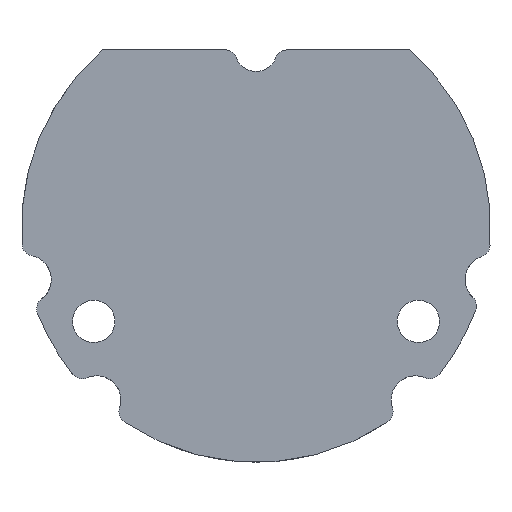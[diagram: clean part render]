
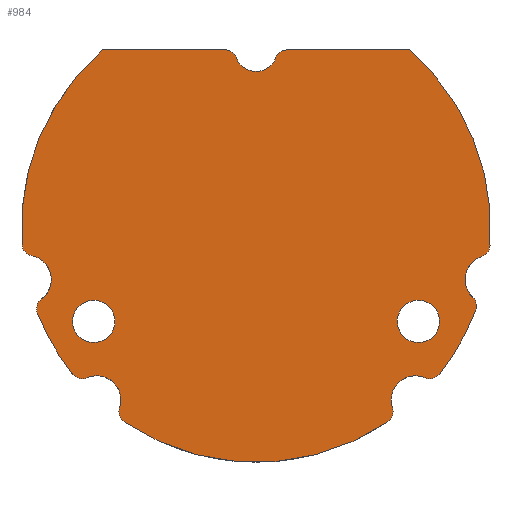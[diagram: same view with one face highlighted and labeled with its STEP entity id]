
A CAD part, left-side view. The second image highlights one B-rep face of the part: STEP entity #984.
In plain terms, the highlighted planar face has unit normal (-1, 0, 0).
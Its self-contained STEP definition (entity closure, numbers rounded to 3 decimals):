
#26=FACE_BOUND('',#265,.T.);
#27=FACE_BOUND('',#266,.T.);
#36=PLANE('',#1100);
#55=LINE('',#1530,#104);
#62=LINE('',#1571,#111);
#104=VECTOR('',#1181,10.);
#111=VECTOR('',#1218,10.);
#202=FACE_OUTER_BOUND('',#264,.T.);
#264=EDGE_LOOP('',(#792,#793,#794,#795,#796,#797,#798,#799,#800,#801,#802,
#803,#804,#805,#806,#807,#808,#809,#810,#811,#812,#813));
#265=EDGE_LOOP('',(#814));
#266=EDGE_LOOP('',(#815));
#332=CIRCLE('',#1035,1.);
#333=CIRCLE('',#1037,1.);
#347=CIRCLE('',#1055,1.);
#352=CIRCLE('',#1061,1.);
#355=CIRCLE('',#1066,19.4);
#357=CIRCLE('',#1071,19.4);
#358=CIRCLE('',#1073,1.);
#363=CIRCLE('',#1079,1.);
#366=CIRCLE('',#1084,19.4);
#367=CIRCLE('',#1087,1.);
#372=CIRCLE('',#1093,1.);
#375=CIRCLE('',#1098,19.4);
#376=CIRCLE('',#1101,2.);
#377=CIRCLE('',#1102,2.);
#378=CIRCLE('',#1103,2.);
#379=CIRCLE('',#1104,1.);
#380=CIRCLE('',#1105,2.);
#381=CIRCLE('',#1106,1.);
#382=CIRCLE('',#1107,19.4);
#383=CIRCLE('',#1108,1.75);
#384=CIRCLE('',#1109,1.75);
#385=CIRCLE('',#1110,1.75);
#409=VERTEX_POINT('',#1503);
#410=VERTEX_POINT('',#1505);
#411=VERTEX_POINT('',#1509);
#412=VERTEX_POINT('',#1511);
#415=VERTEX_POINT('',#1528);
#434=VERTEX_POINT('',#1570);
#436=VERTEX_POINT('',#1585);
#437=VERTEX_POINT('',#1586);
#444=VERTEX_POINT('',#1685);
#445=VERTEX_POINT('',#1686);
#447=VERTEX_POINT('',#1695);
#450=VERTEX_POINT('',#1730);
#451=VERTEX_POINT('',#1731);
#457=VERTEX_POINT('',#1823);
#459=VERTEX_POINT('',#1831);
#460=VERTEX_POINT('',#1842);
#461=VERTEX_POINT('',#1843);
#467=VERTEX_POINT('',#1935);
#469=VERTEX_POINT('',#1943);
#471=VERTEX_POINT('',#1978);
#472=VERTEX_POINT('',#1980);
#473=VERTEX_POINT('',#1982);
#474=VERTEX_POINT('',#1986);
#475=VERTEX_POINT('',#1988);
#504=EDGE_CURVE('',#409,#410,#332,.T.);
#507=EDGE_CURVE('',#411,#412,#333,.T.);
#512=EDGE_CURVE('',#415,#409,#55,.T.);
#532=EDGE_CURVE('',#412,#434,#62,.T.);
#535=EDGE_CURVE('',#436,#437,#347,.T.);
#546=EDGE_CURVE('',#444,#445,#352,.T.);
#552=EDGE_CURVE('',#447,#436,#355,.T.);
#558=EDGE_CURVE('',#445,#415,#357,.T.);
#559=EDGE_CURVE('',#450,#451,#358,.T.);
#569=EDGE_CURVE('',#457,#447,#363,.T.);
#574=EDGE_CURVE('',#459,#450,#366,.T.);
#576=EDGE_CURVE('',#460,#461,#367,.T.);
#586=EDGE_CURVE('',#467,#459,#372,.T.);
#591=EDGE_CURVE('',#469,#460,#375,.T.);
#595=EDGE_CURVE('',#444,#437,#376,.T.);
#596=EDGE_CURVE('',#457,#451,#377,.T.);
#597=EDGE_CURVE('',#467,#461,#378,.T.);
#598=EDGE_CURVE('',#471,#469,#379,.T.);
#599=EDGE_CURVE('',#471,#472,#380,.T.);
#600=EDGE_CURVE('',#473,#472,#381,.T.);
#601=EDGE_CURVE('',#434,#473,#382,.T.);
#602=EDGE_CURVE('',#411,#410,#383,.T.);
#603=EDGE_CURVE('',#474,#474,#384,.T.);
#604=EDGE_CURVE('',#475,#475,#385,.T.);
#792=ORIENTED_EDGE('',*,*,#504,.F.);
#793=ORIENTED_EDGE('',*,*,#512,.F.);
#794=ORIENTED_EDGE('',*,*,#558,.F.);
#795=ORIENTED_EDGE('',*,*,#546,.F.);
#796=ORIENTED_EDGE('',*,*,#595,.T.);
#797=ORIENTED_EDGE('',*,*,#535,.F.);
#798=ORIENTED_EDGE('',*,*,#552,.F.);
#799=ORIENTED_EDGE('',*,*,#569,.F.);
#800=ORIENTED_EDGE('',*,*,#596,.T.);
#801=ORIENTED_EDGE('',*,*,#559,.F.);
#802=ORIENTED_EDGE('',*,*,#574,.F.);
#803=ORIENTED_EDGE('',*,*,#586,.F.);
#804=ORIENTED_EDGE('',*,*,#597,.T.);
#805=ORIENTED_EDGE('',*,*,#576,.F.);
#806=ORIENTED_EDGE('',*,*,#591,.F.);
#807=ORIENTED_EDGE('',*,*,#598,.F.);
#808=ORIENTED_EDGE('',*,*,#599,.T.);
#809=ORIENTED_EDGE('',*,*,#600,.F.);
#810=ORIENTED_EDGE('',*,*,#601,.F.);
#811=ORIENTED_EDGE('',*,*,#532,.F.);
#812=ORIENTED_EDGE('',*,*,#507,.F.);
#813=ORIENTED_EDGE('',*,*,#602,.T.);
#814=ORIENTED_EDGE('',*,*,#603,.F.);
#815=ORIENTED_EDGE('',*,*,#604,.F.);
#984=ADVANCED_FACE('',(#202,#26,#27),#36,.F.);
#1035=AXIS2_PLACEMENT_3D('',#1506,#1168,#1169);
#1037=AXIS2_PLACEMENT_3D('',#1512,#1174,#1175);
#1055=AXIS2_PLACEMENT_3D('',#1587,#1222,#1223);
#1061=AXIS2_PLACEMENT_3D('',#1687,#1236,#1237);
#1066=AXIS2_PLACEMENT_3D('',#1697,#1249,#1250);
#1071=AXIS2_PLACEMENT_3D('',#1728,#1259,#1260);
#1073=AXIS2_PLACEMENT_3D('',#1732,#1263,#1264);
#1079=AXIS2_PLACEMENT_3D('',#1824,#1277,#1278);
#1084=AXIS2_PLACEMENT_3D('',#1833,#1289,#1290);
#1087=AXIS2_PLACEMENT_3D('',#1844,#1295,#1296);
#1093=AXIS2_PLACEMENT_3D('',#1936,#1309,#1310);
#1098=AXIS2_PLACEMENT_3D('',#1945,#1321,#1322);
#1100=AXIS2_PLACEMENT_3D('',#1974,#1325,#1326);
#1101=AXIS2_PLACEMENT_3D('',#1975,#1327,#1328);
#1102=AXIS2_PLACEMENT_3D('',#1976,#1329,#1330);
#1103=AXIS2_PLACEMENT_3D('',#1977,#1331,#1332);
#1104=AXIS2_PLACEMENT_3D('',#1979,#1333,#1334);
#1105=AXIS2_PLACEMENT_3D('',#1981,#1335,#1336);
#1106=AXIS2_PLACEMENT_3D('',#1983,#1337,#1338);
#1107=AXIS2_PLACEMENT_3D('',#1984,#1339,#1340);
#1108=AXIS2_PLACEMENT_3D('',#1985,#1341,#1342);
#1109=AXIS2_PLACEMENT_3D('',#1987,#1343,#1344);
#1110=AXIS2_PLACEMENT_3D('',#1989,#1345,#1346);
#1168=DIRECTION('center_axis',(1.,0.,0.));
#1169=DIRECTION('ref_axis',(0.,-0.569,0.822));
#1174=DIRECTION('center_axis',(1.,0.,0.));
#1175=DIRECTION('ref_axis',(0.,0.569,0.822));
#1181=DIRECTION('',(0.,-1.,0.));
#1218=DIRECTION('',(0.,-1.,0.));
#1222=DIRECTION('center_axis',(1.,0.,0.));
#1223=DIRECTION('ref_axis',(0.,0.961,0.277));
#1236=DIRECTION('center_axis',(1.,0.,0.));
#1237=DIRECTION('ref_axis',(0.,0.748,-0.664));
#1249=DIRECTION('center_axis',(1.,0.,0.));
#1250=DIRECTION('ref_axis',(0.,-0.653,0.758));
#1259=DIRECTION('center_axis',(1.,0.,0.));
#1260=DIRECTION('ref_axis',(0.,-0.653,0.758));
#1263=DIRECTION('center_axis',(1.,0.,0.));
#1264=DIRECTION('ref_axis',(0.,0.949,-0.316));
#1277=DIRECTION('center_axis',(1.,0.,0.));
#1278=DIRECTION('ref_axis',(0.,0.24,-0.971));
#1289=DIRECTION('center_axis',(1.,0.,0.));
#1290=DIRECTION('ref_axis',(0.,-0.653,0.758));
#1295=DIRECTION('center_axis',(1.,0.,0.));
#1296=DIRECTION('ref_axis',(0.,-0.24,-0.971));
#1309=DIRECTION('center_axis',(1.,0.,0.));
#1310=DIRECTION('ref_axis',(0.,-0.949,-0.316));
#1321=DIRECTION('center_axis',(1.,0.,0.));
#1322=DIRECTION('ref_axis',(0.,-0.653,0.758));
#1325=DIRECTION('center_axis',(1.,0.,0.));
#1326=DIRECTION('ref_axis',(0.,1.,0.));
#1327=DIRECTION('center_axis',(1.,0.,0.));
#1328=DIRECTION('ref_axis',(0.,1.,0.));
#1329=DIRECTION('center_axis',(1.,0.,0.));
#1330=DIRECTION('ref_axis',(0.,1.,0.));
#1331=DIRECTION('center_axis',(1.,0.,0.));
#1332=DIRECTION('ref_axis',(0.,1.,0.));
#1333=DIRECTION('center_axis',(1.,0.,0.));
#1334=DIRECTION('ref_axis',(0.,-0.974,0.227));
#1335=DIRECTION('center_axis',(1.,0.,0.));
#1336=DIRECTION('ref_axis',(0.,1.,0.));
#1337=DIRECTION('center_axis',(1.,0.,0.));
#1338=DIRECTION('ref_axis',(0.,-0.786,-0.618));
#1339=DIRECTION('center_axis',(1.,0.,0.));
#1340=DIRECTION('ref_axis',(0.,-0.653,0.758));
#1341=DIRECTION('center_axis',(1.,0.,0.));
#1342=DIRECTION('ref_axis',(0.,1.,0.));
#1343=DIRECTION('center_axis',(-1.,0.,0.));
#1344=DIRECTION('ref_axis',(0.,1.,0.));
#1345=DIRECTION('center_axis',(-1.,0.,0.));
#1346=DIRECTION('ref_axis',(0.,1.,0.));
#1503=CARTESIAN_POINT('',(0.,2.573,14.7));
#1505=CARTESIAN_POINT('',(0.,1.637,14.053));
#1506=CARTESIAN_POINT('Origin',(0.,2.573,13.7));
#1509=CARTESIAN_POINT('',(0.,-1.637,14.053));
#1511=CARTESIAN_POINT('',(0.,-2.573,14.7));
#1512=CARTESIAN_POINT('Origin',(0.,-2.573,13.7));
#1528=CARTESIAN_POINT('',(0.,12.66,14.7));
#1530=CARTESIAN_POINT('',(0.,22.544,14.7));
#1570=CARTESIAN_POINT('',(0.,-12.66,14.7));
#1571=CARTESIAN_POINT('',(0.,22.544,14.7));
#1585=CARTESIAN_POINT('',(0.,18.07,-7.059));
#1586=CARTESIAN_POINT('',(0.,17.733,-5.891));
#1587=CARTESIAN_POINT('Origin',(0.,17.139,-6.695));
#1685=CARTESIAN_POINT('',(0.,18.541,-2.319));
#1686=CARTESIAN_POINT('',(0.,19.349,-1.41));
#1687=CARTESIAN_POINT('Origin',(0.,18.351,-1.337));
#1695=CARTESIAN_POINT('',(0.,15.149,-12.119));
#1697=CARTESIAN_POINT('Origin',(0.,0.,0.));
#1728=CARTESIAN_POINT('Origin',(0.,0.,0.));
#1730=CARTESIAN_POINT('',(0.,10.895,-16.051));
#1731=CARTESIAN_POINT('',(0.,11.279,-14.898));
#1732=CARTESIAN_POINT('Origin',(0.,10.334,-15.224));
#1823=CARTESIAN_POINT('',(0.,13.968,-12.411));
#1824=CARTESIAN_POINT('Origin',(0.,14.368,-11.495));
#1831=CARTESIAN_POINT('',(0.,-10.895,-16.051));
#1833=CARTESIAN_POINT('Origin',(0.,0.,0.));
#1842=CARTESIAN_POINT('',(0.,-15.149,-12.119));
#1843=CARTESIAN_POINT('',(0.,-13.968,-12.411));
#1844=CARTESIAN_POINT('Origin',(0.,-14.368,-11.495));
#1935=CARTESIAN_POINT('',(0.,-11.279,-14.898));
#1936=CARTESIAN_POINT('Origin',(0.,-10.334,-15.224));
#1943=CARTESIAN_POINT('',(0.,-18.161,-6.823));
#1945=CARTESIAN_POINT('Origin',(0.,0.,0.));
#1974=CARTESIAN_POINT('Origin',(0.,0.,-2.35));
#1975=CARTESIAN_POINT('Origin',(0.,18.921,-4.283));
#1976=CARTESIAN_POINT('Origin',(0.,13.17,-14.245));
#1977=CARTESIAN_POINT('Origin',(0.,-13.17,-14.245));
#1978=CARTESIAN_POINT('',(0.,-17.909,-5.741));
#1979=CARTESIAN_POINT('Origin',(0.,-17.225,-6.471));
#1980=CARTESIAN_POINT('',(0.,-18.655,-2.382));
#1981=CARTESIAN_POINT('Origin',(0.,-19.277,-4.283));
#1982=CARTESIAN_POINT('',(0.,-19.341,-1.509));
#1983=CARTESIAN_POINT('Origin',(0.,-18.344,-1.431));
#1984=CARTESIAN_POINT('Origin',(0.,0.,0.));
#1985=CARTESIAN_POINT('Origin',(0.,0.,14.67));
#1986=CARTESIAN_POINT('',(0.,-15.173,-7.75));
#1987=CARTESIAN_POINT('Origin',(0.,-13.423,-7.75));
#1988=CARTESIAN_POINT('',(0.,11.673,-7.75));
#1989=CARTESIAN_POINT('Origin',(0.,13.423,-7.75));
